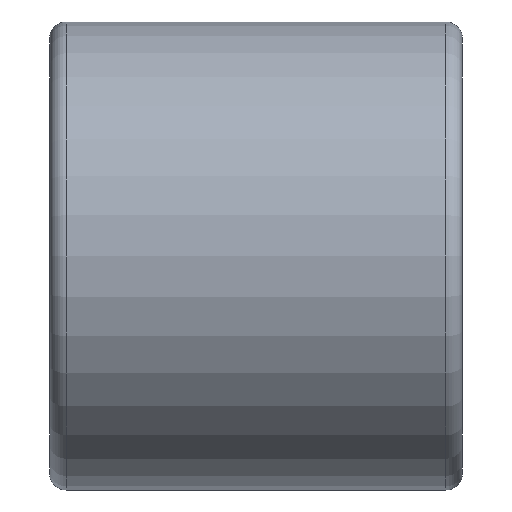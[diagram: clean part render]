
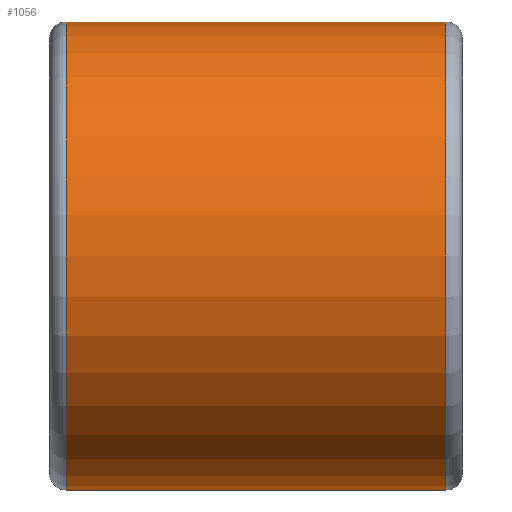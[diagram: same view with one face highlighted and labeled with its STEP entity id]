
A CAD part, front view. The second image highlights one B-rep face of the part: STEP entity #1056.
In plain terms, the highlighted cylindrical face has radius 42.5 mm (diameter 85 mm), a partial arc.
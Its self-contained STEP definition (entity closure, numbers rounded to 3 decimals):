
#88 = CIRCLE ( 'NONE', #3022, 42.5 ) ;
#99 = VECTOR ( 'NONE', #1736, 1000. ) ;
#178 = CARTESIAN_POINT ( 'NONE',  ( 3., 0., -42.5 ) ) ;
#319 = EDGE_CURVE ( 'NONE', #4223, #628, #2441, .T. ) ;
#465 = CIRCLE ( 'NONE', #4235, 42.5 ) ;
#581 = ORIENTED_EDGE ( 'NONE', *, *, #766, .T. ) ;
#616 = DIRECTION ( 'NONE',  ( 1., 0., 0. ) ) ;
#628 = VERTEX_POINT ( 'NONE', #1041 ) ;
#760 = DIRECTION ( 'NONE',  ( -1., 0., 0. ) ) ;
#766 = EDGE_CURVE ( 'NONE', #1205, #4223, #88, .T. ) ;
#816 = CYLINDRICAL_SURFACE ( 'NONE', #2603, 42.5 ) ;
#1034 = VERTEX_POINT ( 'NONE', #178 ) ;
#1041 = CARTESIAN_POINT ( 'NONE',  ( 3., 0., 42.5 ) ) ;
#1056 = ADVANCED_FACE ( 'NONE', ( #3406 ), #816, .T. ) ;
#1155 = DIRECTION ( 'NONE',  ( -1., 0., 0. ) ) ;
#1205 = VERTEX_POINT ( 'NONE', #4059 ) ;
#1386 = ORIENTED_EDGE ( 'NONE', *, *, #4501, .T. ) ;
#1736 = DIRECTION ( 'NONE',  ( -1., 0., 0. ) ) ;
#2170 = EDGE_LOOP ( 'NONE', ( #4851, #581, #4184, #1386 ) ) ;
#2187 = LINE ( 'NONE', #3291, #99 ) ;
#2301 = DIRECTION ( 'NONE',  ( -1., 0., 0. ) ) ;
#2441 = LINE ( 'NONE', #3096, #3362 ) ;
#2603 = AXIS2_PLACEMENT_3D ( 'NONE', #3226, #760, #2757 ) ;
#2757 = DIRECTION ( 'NONE',  ( 0., 0., 1. ) ) ;
#2985 = CARTESIAN_POINT ( 'NONE',  ( 3., 0., 0. ) ) ;
#3022 = AXIS2_PLACEMENT_3D ( 'NONE', #3524, #1155, #3921 ) ;
#3096 = CARTESIAN_POINT ( 'NONE',  ( 0., 0., 42.5 ) ) ;
#3226 = CARTESIAN_POINT ( 'NONE',  ( 0., 0., 0. ) ) ;
#3246 = EDGE_CURVE ( 'NONE', #1205, #1034, #2187, .T. ) ;
#3291 = CARTESIAN_POINT ( 'NONE',  ( 0., 0., -42.5 ) ) ;
#3362 = VECTOR ( 'NONE', #2301, 1000. ) ;
#3386 = DIRECTION ( 'NONE',  ( 0., 0., -1. ) ) ;
#3406 = FACE_OUTER_BOUND ( 'NONE', #2170, .T. ) ;
#3524 = CARTESIAN_POINT ( 'NONE',  ( 72., 0., 0. ) ) ;
#3921 = DIRECTION ( 'NONE',  ( 0., 0., 1. ) ) ;
#3979 = CARTESIAN_POINT ( 'NONE',  ( 72., 0., 42.5 ) ) ;
#4059 = CARTESIAN_POINT ( 'NONE',  ( 72., 0., -42.5 ) ) ;
#4184 = ORIENTED_EDGE ( 'NONE', *, *, #319, .T. ) ;
#4223 = VERTEX_POINT ( 'NONE', #3979 ) ;
#4235 = AXIS2_PLACEMENT_3D ( 'NONE', #2985, #616, #3386 ) ;
#4501 = EDGE_CURVE ( 'NONE', #628, #1034, #465, .T. ) ;
#4851 = ORIENTED_EDGE ( 'NONE', *, *, #3246, .F. ) ;
